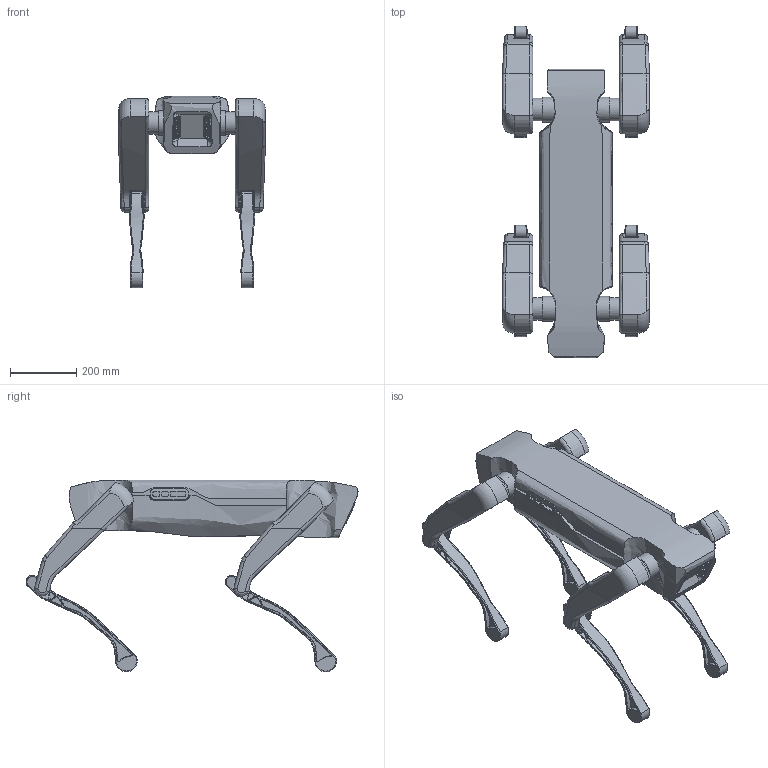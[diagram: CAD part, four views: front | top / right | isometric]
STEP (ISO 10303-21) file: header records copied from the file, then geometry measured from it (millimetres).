
FILE_DESCRIPTION(/* description */ (''),/* implementation_level */ '2;1');
FILE_NAME(/* name */ 'Boston Dynamics Spot.step',/* time_stamp */ '2025-07-18T15:10:31+02:00',/* author */ (''),/* organization */ (''),/* preprocessor_version */ 'ST-DEVELOPER v20.1',/* originating_system */ 'Autodesk Translation Framework v14.10.0.0',/* authorisation */ '');
FILE_SCHEMA (('AUTOMOTIVE_DESIGN { 1 0 10303 214 3 1 1 }'));
Products named in the file (6): Boston Dynamics Spot; body; upper left leg; lower left leg; upper right leg; lower right leg
Assembly tree (9 placements, depth 2):
  Boston Dynamics Spot
    upper left leg  x2
    lower left leg  x2
    body
    upper right leg  x2
    lower right leg  x2
Bounding box: 442 x 999.69 x 577.65 mm (x, y, z)
Volume: 36162439.3 mm3; surface area: 1621132.1 mm2
Topology: 9 solids, 9 shells, 1193 faces, 3032 edges, 1927 vertices
Faces by surface type: bspline 489, plane 401, cylinder 267, torus 24, sphere 8, cone 4
Full cylindrical faces by diameter (mm): 7.5 x4, 10 x4, 25 x8, 68 x4, 69 x4, 75 x4
Entity records: 48180 total; most frequent: CARTESIAN_POINT 29718, ORIENTED_EDGE 4576, DIRECTION 2631, EDGE_CURVE 2288, VERTEX_POINT 1473, EDGE_LOOP 961, AXIS2_PLACEMENT_3D 897, FACE_OUTER_BOUND 889
